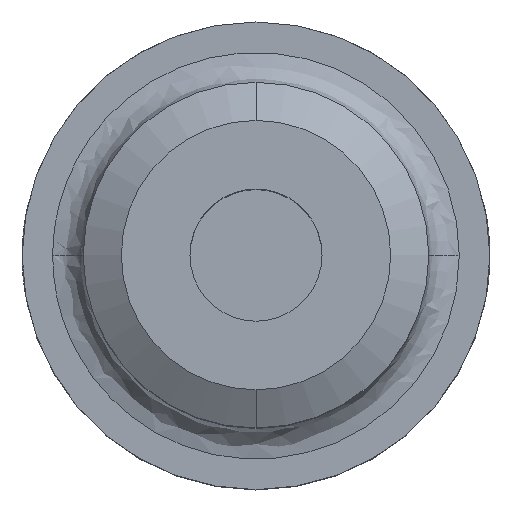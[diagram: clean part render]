
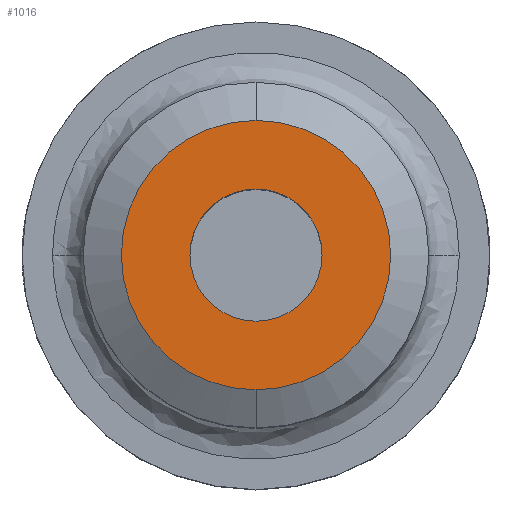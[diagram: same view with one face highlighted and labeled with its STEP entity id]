
A CAD part, top view. The second image highlights one B-rep face of the part: STEP entity #1016.
In plain terms, the highlighted planar face has unit normal (0, 0, 1).
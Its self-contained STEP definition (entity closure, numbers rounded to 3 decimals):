
#12 = AXIS2_PLACEMENT_3D ( 'NONE', #433, #1587, #595 ) ;
#51 = DIRECTION ( 'NONE',  ( 0., 0., 1. ) ) ;
#52 = VERTEX_POINT ( 'NONE', #524 ) ;
#94 = EDGE_CURVE ( 'NONE', #978, #52, #2065, .T. ) ;
#115 = DIRECTION ( 'NONE',  ( 0., 1., 0. ) ) ;
#155 = VERTEX_POINT ( 'NONE', #828 ) ;
#165 = EDGE_LOOP ( 'NONE', ( #167, #1698 ) ) ;
#167 = ORIENTED_EDGE ( 'NONE', *, *, #749, .T. ) ;
#215 = ORIENTED_EDGE ( 'NONE', *, *, #94, .T. ) ;
#270 = CARTESIAN_POINT ( 'NONE',  ( 0., 6.5, 60. ) ) ;
#433 = CARTESIAN_POINT ( 'NONE',  ( 0., 0., 60. ) ) ;
#453 = CIRCLE ( 'NONE', #1946, 6.5 ) ;
#524 = CARTESIAN_POINT ( 'NONE',  ( 0., 13.25, 60. ) ) ;
#582 = ORIENTED_EDGE ( 'NONE', *, *, #596, .T. ) ;
#594 = CARTESIAN_POINT ( 'NONE',  ( -13.409, -13.409, 60. ) ) ;
#595 = DIRECTION ( 'NONE',  ( 0., 1., 0. ) ) ;
#596 = EDGE_CURVE ( 'NONE', #52, #978, #2022, .T. ) ;
#688 = CARTESIAN_POINT ( 'NONE',  ( 0., 0., 60. ) ) ;
#749 = EDGE_CURVE ( 'NONE', #2029, #155, #453, .T. ) ;
#773 = DIRECTION ( 'NONE',  ( 0., 0., 1. ) ) ;
#797 = EDGE_CURVE ( 'NONE', #155, #2029, #809, .T. ) ;
#809 = CIRCLE ( 'NONE', #12, 6.5 ) ;
#828 = CARTESIAN_POINT ( 'NONE',  ( 0., -6.5, 60. ) ) ;
#914 = CARTESIAN_POINT ( 'NONE',  ( 0., 0., 60. ) ) ;
#978 = VERTEX_POINT ( 'NONE', #1387 ) ;
#1016 = ADVANCED_FACE ( 'NONE', ( #1462, #1792 ), #2112, .T. ) ;
#1019 = CARTESIAN_POINT ( 'NONE',  ( 0., 0., 60. ) ) ;
#1061 = AXIS2_PLACEMENT_3D ( 'NONE', #1019, #51, #1190 ) ;
#1083 = DIRECTION ( 'NONE',  ( 0., 0., -1. ) ) ;
#1094 = EDGE_LOOP ( 'NONE', ( #582, #215 ) ) ;
#1190 = DIRECTION ( 'NONE',  ( 0., 1., 0. ) ) ;
#1243 = DIRECTION ( 'NONE',  ( 1., 0., 0. ) ) ;
#1360 = DIRECTION ( 'NONE',  ( 0., 0., 1. ) ) ;
#1387 = CARTESIAN_POINT ( 'NONE',  ( 0., -13.25, 60. ) ) ;
#1462 = FACE_BOUND ( 'NONE', #165, .T. ) ;
#1532 = DIRECTION ( 'NONE',  ( 0., 1., 0. ) ) ;
#1557 = AXIS2_PLACEMENT_3D ( 'NONE', #594, #773, #1243 ) ;
#1587 = DIRECTION ( 'NONE',  ( 0., 0., -1. ) ) ;
#1672 = AXIS2_PLACEMENT_3D ( 'NONE', #688, #1360, #1532 ) ;
#1698 = ORIENTED_EDGE ( 'NONE', *, *, #797, .T. ) ;
#1792 = FACE_OUTER_BOUND ( 'NONE', #1094, .T. ) ;
#1946 = AXIS2_PLACEMENT_3D ( 'NONE', #914, #1083, #115 ) ;
#2022 = CIRCLE ( 'NONE', #1061, 13.25 ) ;
#2029 = VERTEX_POINT ( 'NONE', #270 ) ;
#2065 = CIRCLE ( 'NONE', #1672, 13.25 ) ;
#2112 = PLANE ( 'NONE',  #1557 ) ;
